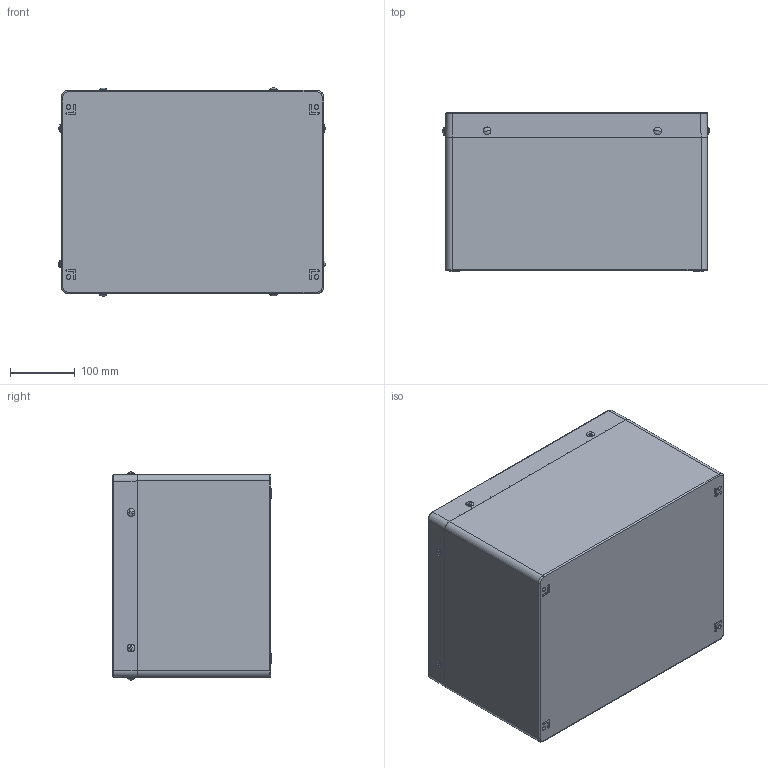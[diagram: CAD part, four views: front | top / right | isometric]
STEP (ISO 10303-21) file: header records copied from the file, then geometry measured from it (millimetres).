
FILE_DESCRIPTION (( 'STEP AP214' ), '1' );
FILE_NAME ('13251000.STEP', '2016-04-01T06:05:18', ( 'Macha' ), ( 'Hewlett-Packard Company' ), 'SwSTEP 2.0', 'SolidWorks 2015', '' );
FILE_SCHEMA (( 'AUTOMOTIVE_DESIGN' ));
Length unit declared in the file: millimetre
Products named in the file (6): 93261; 93117; 09071_Bearbeitung Griff ; 03713_Bearbeitung nach Zeichng. 01-2-037130-01-0; 13251000; 94411
Assembly tree (15 placements, depth 2):
  13251000
    03713_Bearbeitung nach Zeichng. 01-2-037130-01-0
    09071_Bearbeitung Griff 
    93117
    93261  x4
    94411  x8
Bounding box: 411.66 x 245 x 321.09 mm (x, y, z)
Volume: 3380497.9 mm3; surface area: 1046478.8 mm2
Topology: 16 solids, 16 shells, 1175 faces, 2818 edges, 1767 vertices
Faces by surface type: plane 495, cylinder 266, cone 186, bspline 178, torus 34, sphere 16
Entity records: 40083 total; most frequent: CARTESIAN_POINT 17038, ORIENTED_EDGE 4852, DIRECTION 4190, EDGE_CURVE 2426, VERTEX_POINT 1549, AXIS2_PLACEMENT_3D 1403, VECTOR 1384, LINE 1384
